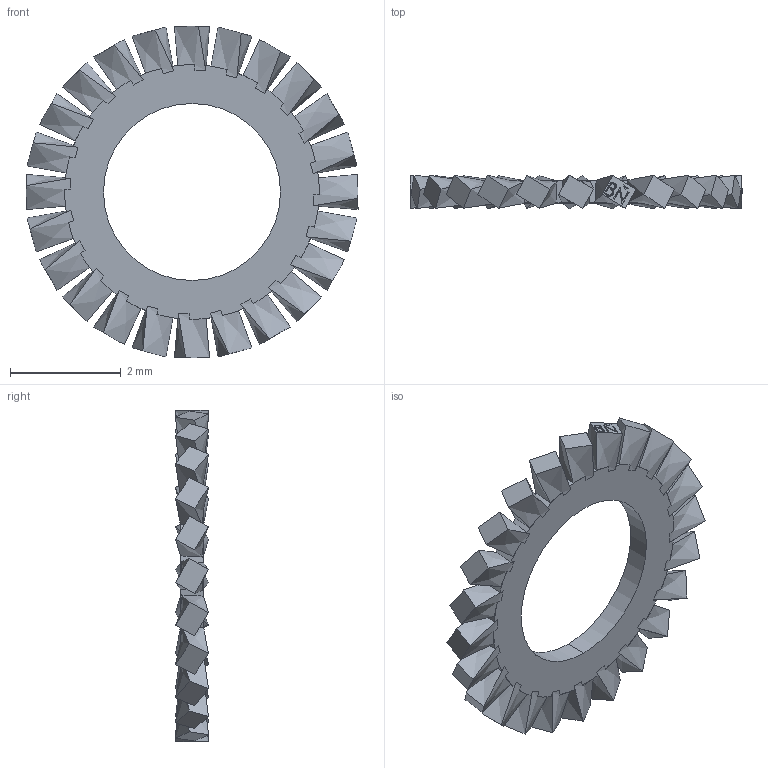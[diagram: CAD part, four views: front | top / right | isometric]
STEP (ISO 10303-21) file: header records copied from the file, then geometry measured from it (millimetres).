
FILE_DESCRIPTION (( 'STEP AP214' ), '1' );
FILE_NAME ('Lock Washer_Bolt _M3.STEP', '2019-12-07T17:35:11', ( '' ), ( '' ), 'SwSTEP 2.0', 'SolidWorks 2016', '' );
FILE_SCHEMA (( 'AUTOMOTIVE_DESIGN' ));
Length unit declared in the file: millimetre
Products named in the file (1): Lock Washer_Bolt _M3
Bounding box: 6 x 0.6 x 6 mm (x, y, z)
Volume: 6.6 mm3; surface area: 57.2 mm2
Topology: 1 solids, 1 shells, 191 faces, 606 edges, 420 vertices
Faces by surface type: bspline 111, plane 52, cylinder 28
Entity records: 9159 total; most frequent: CARTESIAN_POINT 4039, ORIENTED_EDGE 1212, EDGE_CURVE 606, DIRECTION 574, VERTEX_POINT 420, VECTOR 304, LINE 304, B_SPLINE_CURVE_WITH_KNOTS 248
